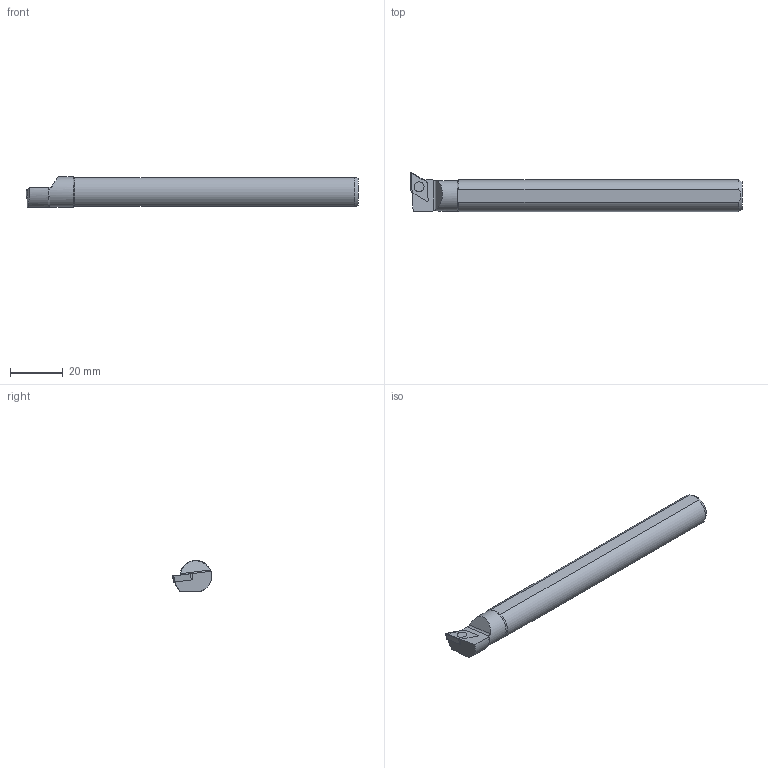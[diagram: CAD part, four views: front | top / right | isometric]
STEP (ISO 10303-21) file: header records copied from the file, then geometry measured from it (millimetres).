
FILE_DESCRIPTION(/* description */ (''),/* implementation_level */ '2;1');
FILE_NAME(/* name */ 'A12KSDUCL07_SIM.stp',/* time_stamp */ '2022-07-15T13:24:32+02:00',/* author */ (''),/* organization */ (''),/* preprocessor_version */ 'ST-DEVELOPER v16.7',/* originating_system */ 'SIEMENS PLM Software NX 12.0',/* authorisation */ '');
FILE_SCHEMA (('AUTOMOTIVE_DESIGN { 1 0 10303 214 3 1 1 1 }'));
Length unit declared in the file: millimetre
Products named in the file (1): model1
Bounding box: 126.25 x 15.05 x 11.78 mm (x, y, z)
Volume: 13454 mm3; surface area: 5027 mm2
Topology: 2 solids, 2 shells, 34 faces, 87 edges, 57 vertices
Faces by surface type: plane 15, cylinder 9, cone 5, bspline 4, torus 1
Full cylindrical faces by diameter (mm): 2.8 x1, 3.75 x1, 11.6 x1
Entity records: 1297 total; most frequent: CARTESIAN_POINT 546, ORIENTED_EDGE 156, DIRECTION 130, EDGE_CURVE 78, VERTEX_POINT 54, AXIS2_PLACEMENT_3D 53, EDGE_LOOP 42, ADVANCED_FACE 34
